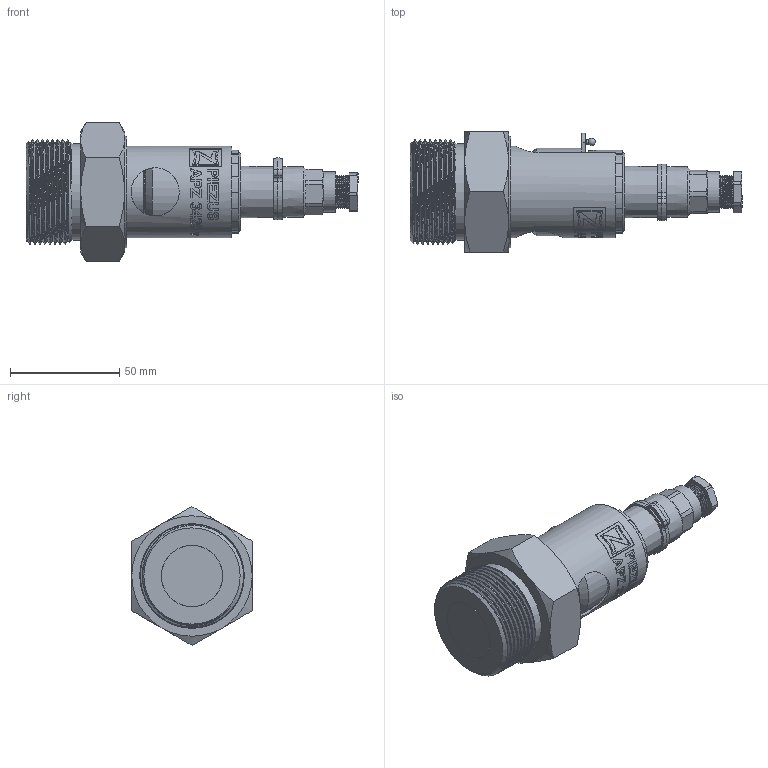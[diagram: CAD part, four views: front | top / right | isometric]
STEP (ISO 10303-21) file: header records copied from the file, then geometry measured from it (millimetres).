
FILE_DESCRIPTION(/* description */ (''),/* implementation_level */ '2;1');
FILE_NAME(/* name */ 'APZ3420v_G1-1''4_6.step',/* time_stamp */ '2021-07-13T17:03:37+03:00',/* author */ (''),/* organization */ (''),/* preprocessor_version */ 'ST-DEVELOPER v18.1',/* originating_system */ 'Autodesk Translation Framework v10.9.0.1377',/* authorisation */ '');
FILE_SCHEMA (('AUTOMOTIVE_DESIGN { 1 0 10303 214 3 1 1 }'));
Products named in the file (10): АПЗ 3420 v - filled; Buccaneer assembly v5; Bucaneer female v5; px0736-s; px0736-s_2; Bucaneer male v11; px0735-p; px0735-p_1; МР00-01.266.412.125 v5; МР00-01.266.410.125 v6
Assembly tree (9 placements, depth 5):
  АПЗ 3420 v - filled
    Buccaneer assembly v5
      Bucaneer female v5
        px0736-s
          px0736-s_2
      Bucaneer male v11
        px0735-p
          px0735-p_1
    МР00-01.266.412.125 v5
    МР00-01.266.410.125 v6
Bounding box: 151.63 x 55.08 x 63.51 mm (x, y, z)
Volume: 150380.1 mm3; surface area: 72895.9 mm2
Topology: 14 solids, 19 shells, 1711 faces, 4696 edges, 3089 vertices
Faces by surface type: plane 1023, bspline 295, cylinder 240, cone 123, torus 19, sphere 11
Full cylindrical faces by diameter (mm): 2 x1, 2.03 x1, 2.413 x4, 2.439 x6, 2.459 x2, 2.464 x2, 2.87 x4, 3 x4, 3.302 x6, 3.734 x2, 4.1 x6, 4.19 x2, 4.47 x2, 8.255 x1, 9.53 x2, 11.938 x1, 12.09 x1, 13.716 x1, 13.741 x5, 14.021 x1, 14.884 x6, 15.062 x9, 16.61 x1, 17 x1, 18 x1, 18.42 x1, 20 x1, 20.1 x2, 20.447 x1, 20.45 x1
Entity records: 92159 total; most frequent: CARTESIAN_POINT 50641, ORIENTED_EDGE 9366, DIRECTION 7246, EDGE_CURVE 4683, VERTEX_POINT 3089, LINE 2980, VECTOR 2980, AXIS2_PLACEMENT_3D 2133
